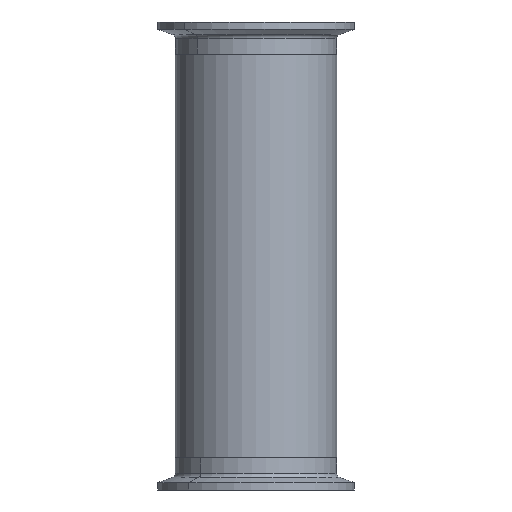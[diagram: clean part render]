
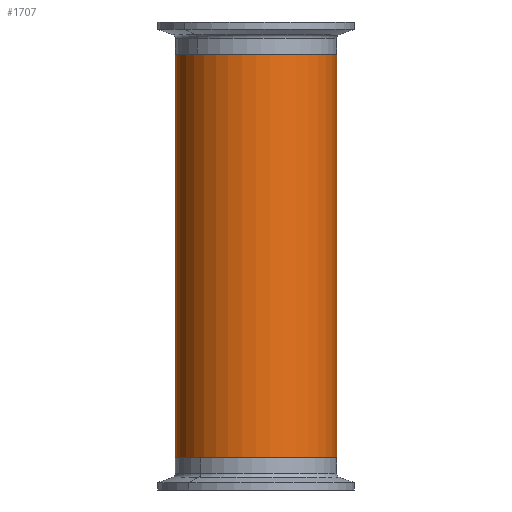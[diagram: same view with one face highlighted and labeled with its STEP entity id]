
A CAD part, front view. The second image highlights one B-rep face of the part: STEP entity #1707.
In plain terms, the highlighted cylindrical face has radius 31.75 mm (diameter 63.5 mm), a partial arc.
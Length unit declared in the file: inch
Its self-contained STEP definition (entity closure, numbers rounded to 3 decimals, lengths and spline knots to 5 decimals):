
#206 = LINE ( 'NONE', #1584, #1265 ) ;
#241 = FACE_OUTER_BOUND ( 'NONE', #2233, .T. ) ;
#313 = CIRCLE ( 'NONE', #760, 1.25 ) ;
#343 = VERTEX_POINT ( 'NONE', #2597 ) ;
#371 = VERTEX_POINT ( 'NONE', #986 ) ;
#395 = CYLINDRICAL_SURFACE ( 'NONE', #2359, 1.25 ) ;
#406 = ORIENTED_EDGE ( 'NONE', *, *, #1450, .T. ) ;
#466 = CIRCLE ( 'NONE', #2082, 1.25 ) ;
#760 = AXIS2_PLACEMENT_3D ( 'NONE', #1331, #1564, #2042 ) ;
#792 = CARTESIAN_POINT ( 'NONE',  ( 1.25, 0., 3.12598 ) ) ;
#795 = EDGE_CURVE ( 'NONE', #2756, #371, #2717, .T. ) ;
#986 = CARTESIAN_POINT ( 'NONE',  ( 1.25, 0., -3.12598 ) ) ;
#1174 = DIRECTION ( 'NONE',  ( 0., 0., -1. ) ) ;
#1265 = VECTOR ( 'NONE', #1370, 39.37008 ) ;
#1331 = CARTESIAN_POINT ( 'NONE',  ( 0., 0., -3.12598 ) ) ;
#1370 = DIRECTION ( 'NONE',  ( 0., 0., -1. ) ) ;
#1450 = EDGE_CURVE ( 'NONE', #2165, #371, #313, .T. ) ;
#1460 = CARTESIAN_POINT ( 'NONE',  ( 0., 0., 3.12598 ) ) ;
#1496 = ORIENTED_EDGE ( 'NONE', *, *, #1531, .T. ) ;
#1512 = VECTOR ( 'NONE', #3103, 39.37008 ) ;
#1531 = EDGE_CURVE ( 'NONE', #343, #2165, #206, .T. ) ;
#1564 = DIRECTION ( 'NONE',  ( 0., 0., 1. ) ) ;
#1584 = CARTESIAN_POINT ( 'NONE',  ( -1.25, 0., 3.12598 ) ) ;
#1602 = ORIENTED_EDGE ( 'NONE', *, *, #795, .F. ) ;
#1707 = ADVANCED_FACE ( 'NONE', ( #241 ), #395, .T. ) ;
#1720 = DIRECTION ( 'NONE',  ( 1., 0., 0. ) ) ;
#1954 = DIRECTION ( 'NONE',  ( 0., 0., 1. ) ) ;
#2042 = DIRECTION ( 'NONE',  ( 1., 0., 0. ) ) ;
#2082 = AXIS2_PLACEMENT_3D ( 'NONE', #1460, #1954, #1720 ) ;
#2137 = CARTESIAN_POINT ( 'NONE',  ( 1.25, 0., 3.12598 ) ) ;
#2165 = VERTEX_POINT ( 'NONE', #2311 ) ;
#2233 = EDGE_LOOP ( 'NONE', ( #1602, #2809, #1496, #406 ) ) ;
#2311 = CARTESIAN_POINT ( 'NONE',  ( -1.25, 0., -3.12598 ) ) ;
#2357 = CARTESIAN_POINT ( 'NONE',  ( 0., 0., 3.12598 ) ) ;
#2359 = AXIS2_PLACEMENT_3D ( 'NONE', #2357, #1174, #2853 ) ;
#2597 = CARTESIAN_POINT ( 'NONE',  ( -1.25, 0., 3.12598 ) ) ;
#2717 = LINE ( 'NONE', #2137, #1512 ) ;
#2756 = VERTEX_POINT ( 'NONE', #792 ) ;
#2799 = EDGE_CURVE ( 'NONE', #343, #2756, #466, .T. ) ;
#2809 = ORIENTED_EDGE ( 'NONE', *, *, #2799, .F. ) ;
#2853 = DIRECTION ( 'NONE',  ( -1., 0., 0. ) ) ;
#3103 = DIRECTION ( 'NONE',  ( 0., 0., -1. ) ) ;
